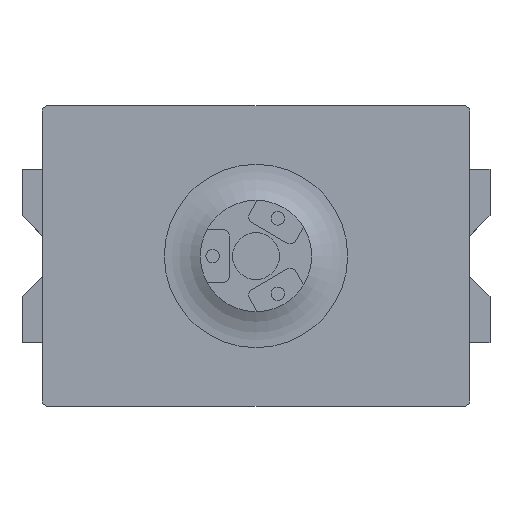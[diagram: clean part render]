
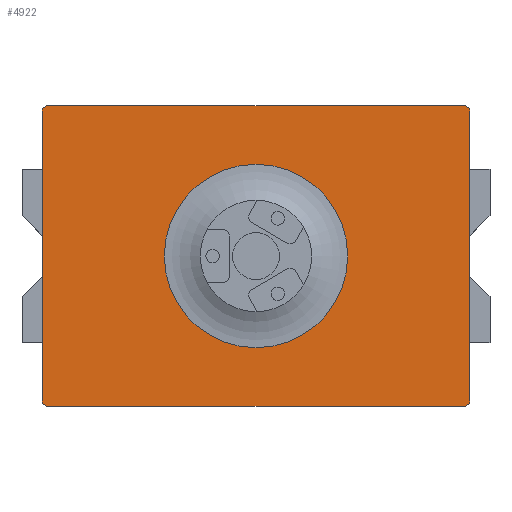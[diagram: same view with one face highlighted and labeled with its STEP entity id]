
A CAD part, top view. The second image highlights one B-rep face of the part: STEP entity #4922.
In plain terms, the highlighted planar face has unit normal (0, 0, 1).
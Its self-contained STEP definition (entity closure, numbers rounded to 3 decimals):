
#955 = VERTEX_POINT('',#956);
#956 = CARTESIAN_POINT('',(-1.6,-1.075,0.395));
#962 = EDGE_CURVE('',#955,#963,#965,.T.);
#963 = VERTEX_POINT('',#964);
#964 = CARTESIAN_POINT('',(-1.6,1.075,0.395));
#965 = LINE('',#966,#967);
#966 = CARTESIAN_POINT('',(-1.6,-1.075,0.395));
#967 = VECTOR('',#968,1.);
#968 = DIRECTION('',(0.,1.,0.));
#1577 = VERTEX_POINT('',#1578);
#1578 = CARTESIAN_POINT('',(1.6,1.075,0.395));
#1584 = EDGE_CURVE('',#1577,#1585,#1587,.T.);
#1585 = VERTEX_POINT('',#1586);
#1586 = CARTESIAN_POINT('',(1.6,-1.075,0.395));
#1587 = LINE('',#1588,#1589);
#1588 = CARTESIAN_POINT('',(1.6,1.075,0.395));
#1589 = VECTOR('',#1590,1.);
#1590 = DIRECTION('',(0.,-1.,0.));
#1616 = VERTEX_POINT('',#1617);
#1617 = CARTESIAN_POINT('',(-0.686,0.,0.395));
#1625 = EDGE_CURVE('',#1616,#1616,#1626,.T.);
#1626 = CIRCLE('',#1627,0.686);
#1627 = AXIS2_PLACEMENT_3D('',#1628,#1629,#1630);
#1628 = CARTESIAN_POINT('',(0.,0.,0.395));
#1629 = DIRECTION('',(0.,0.,-1.));
#1630 = DIRECTION('',(-1.,0.,0.));
#2846 = EDGE_CURVE('',#955,#2847,#2849,.T.);
#2847 = VERTEX_POINT('',#2848);
#2848 = CARTESIAN_POINT('',(-1.55,-1.125,0.395));
#2849 = CIRCLE('',#2850,0.05);
#2850 = AXIS2_PLACEMENT_3D('',#2851,#2852,#2853);
#2851 = CARTESIAN_POINT('',(-1.55,-1.075,0.395));
#2852 = DIRECTION('',(0.,0.,1.));
#2853 = DIRECTION('',(-1.,0.,0.));
#3005 = EDGE_CURVE('',#3006,#3008,#3010,.T.);
#3006 = VERTEX_POINT('',#3007);
#3007 = CARTESIAN_POINT('',(-1.55,1.125,0.395));
#3008 = VERTEX_POINT('',#3009);
#3009 = CARTESIAN_POINT('',(1.55,1.125,0.395));
#3010 = LINE('',#3011,#3012);
#3011 = CARTESIAN_POINT('',(-1.55,1.125,0.395));
#3012 = VECTOR('',#3013,1.);
#3013 = DIRECTION('',(1.,0.,0.));
#3317 = VERTEX_POINT('',#3318);
#3318 = CARTESIAN_POINT('',(1.55,-1.125,0.395));
#3324 = EDGE_CURVE('',#3317,#2847,#3325,.T.);
#3325 = LINE('',#3326,#3327);
#3326 = CARTESIAN_POINT('',(1.55,-1.125,0.395));
#3327 = VECTOR('',#3328,1.);
#3328 = DIRECTION('',(-1.,0.,0.));
#4048 = EDGE_CURVE('',#1577,#3008,#4049,.T.);
#4049 = CIRCLE('',#4050,0.05);
#4050 = AXIS2_PLACEMENT_3D('',#4051,#4052,#4053);
#4051 = CARTESIAN_POINT('',(1.55,1.075,0.395));
#4052 = DIRECTION('',(0.,0.,1.));
#4053 = DIRECTION('',(1.,0.,0.));
#4360 = EDGE_CURVE('',#3006,#963,#4361,.T.);
#4361 = CIRCLE('',#4362,0.05);
#4362 = AXIS2_PLACEMENT_3D('',#4363,#4364,#4365);
#4363 = CARTESIAN_POINT('',(-1.55,1.075,0.395));
#4364 = DIRECTION('',(0.,0.,1.));
#4365 = DIRECTION('',(0.,1.,0.));
#4378 = EDGE_CURVE('',#3317,#1585,#4379,.T.);
#4379 = CIRCLE('',#4380,0.05);
#4380 = AXIS2_PLACEMENT_3D('',#4381,#4382,#4383);
#4381 = CARTESIAN_POINT('',(1.55,-1.075,0.395));
#4382 = DIRECTION('',(0.,0.,1.));
#4383 = DIRECTION('',(0.,-1.,0.));
#4922 = ADVANCED_FACE('',(#4923,#4933),#4936,.T.);
#4923 = FACE_BOUND('',#4924,.T.);
#4924 = EDGE_LOOP('',(#4925,#4926,#4927,#4928,#4929,#4930,#4931,#4932));
#4925 = ORIENTED_EDGE('',*,*,#4360,.T.);
#4926 = ORIENTED_EDGE('',*,*,#962,.F.);
#4927 = ORIENTED_EDGE('',*,*,#2846,.T.);
#4928 = ORIENTED_EDGE('',*,*,#3324,.F.);
#4929 = ORIENTED_EDGE('',*,*,#4378,.T.);
#4930 = ORIENTED_EDGE('',*,*,#1584,.F.);
#4931 = ORIENTED_EDGE('',*,*,#4048,.T.);
#4932 = ORIENTED_EDGE('',*,*,#3005,.F.);
#4933 = FACE_BOUND('',#4934,.T.);
#4934 = EDGE_LOOP('',(#4935));
#4935 = ORIENTED_EDGE('',*,*,#1625,.T.);
#4936 = PLANE('',#4937);
#4937 = AXIS2_PLACEMENT_3D('',#4938,#4939,#4940);
#4938 = CARTESIAN_POINT('',(0.,0.,0.395));
#4939 = DIRECTION('',(0.,0.,1.));
#4940 = DIRECTION('',(1.,0.,0.));
